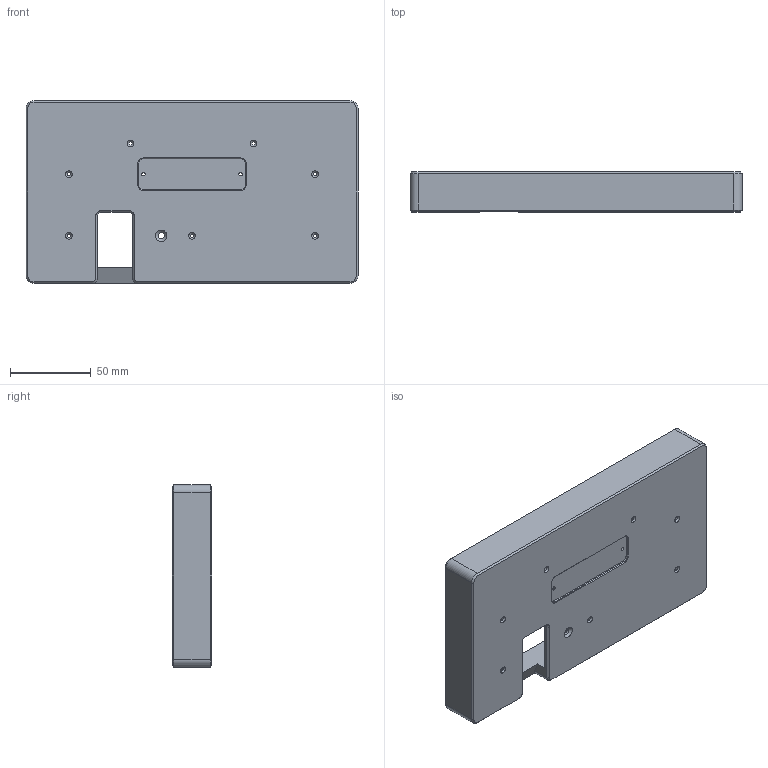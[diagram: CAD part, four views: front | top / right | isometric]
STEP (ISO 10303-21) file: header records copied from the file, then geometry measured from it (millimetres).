
FILE_DESCRIPTION(/* description */ (''),/* implementation_level */ '2;1');
FILE_NAME(/* name */ 'Little_Foot_rev2.3-Main_Case_Model.step',/* time_stamp */ '2019-12-09T06:44:03-06:00',/* author */ (''),/* organization */ (''),/* preprocessor_version */ 'ST-DEVELOPER v18',/* originating_system */ 'Autodesk Translation Framework v8.12.0.6',/* authorisation */ '');
FILE_SCHEMA (('AUTOMOTIVE_DESIGN { 1 0 10303 214 3 1 1 }'));
Length unit declared in the file: millimetre
Products named in the file (1): FusionComponent
Bounding box: 205.5 x 24.58 x 113.25 mm (x, y, z)
Volume: 188681.4 mm3; surface area: 72063.2 mm2
Topology: 1 solids, 1 shells, 139 faces, 338 edges, 202 vertices
Faces by surface type: plane 63, cone 39, cylinder 37
Full cylindrical faces by diameter (mm): 2.2 x9, 4 x1
Entity records: 4089 total; most frequent: DIRECTION 731, CARTESIAN_POINT 680, ORIENTED_EDGE 676, EDGE_CURVE 338, AXIS2_PLACEMENT_3D 253, LINE 225, VECTOR 225, VERTEX_POINT 202
